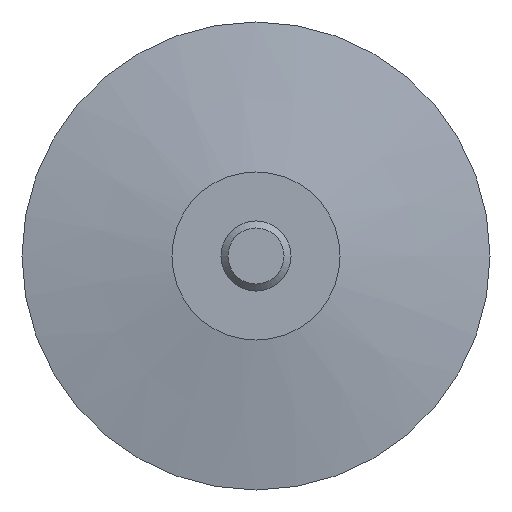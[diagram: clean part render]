
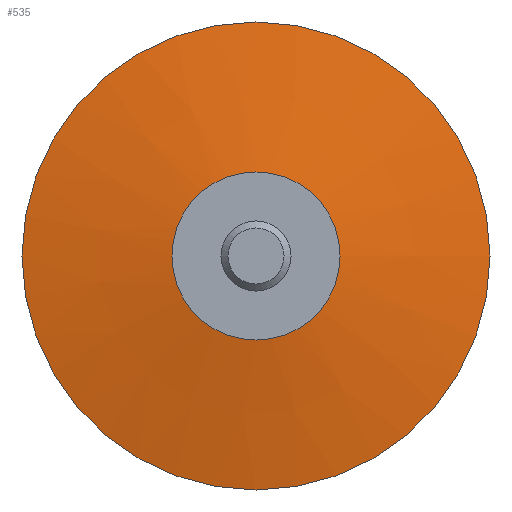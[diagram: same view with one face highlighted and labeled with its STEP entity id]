
A CAD part, left-side view. The second image highlights one B-rep face of the part: STEP entity #535.
In plain terms, the highlighted conical face has half-angle 79.931 degrees and reference radius 11.35 mm.
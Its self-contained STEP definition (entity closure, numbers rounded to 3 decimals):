
#32=CONICAL_SURFACE('',#635,11.35,1.395);
#58=FACE_OUTER_BOUND('',#90,.T.);
#90=EDGE_LOOP('',(#431,#432,#433,#434));
#129=LINE('',#979,#155);
#155=VECTOR('',#816,11.35);
#203=CIRCLE('',#634,6.);
#204=CIRCLE('',#636,16.7);
#253=VERTEX_POINT('',#973);
#254=VERTEX_POINT('',#977);
#325=EDGE_CURVE('',#253,#253,#203,.T.);
#327=EDGE_CURVE('',#254,#254,#204,.T.);
#328=EDGE_CURVE('',#254,#253,#129,.T.);
#431=ORIENTED_EDGE('',*,*,#327,.F.);
#432=ORIENTED_EDGE('',*,*,#328,.T.);
#433=ORIENTED_EDGE('',*,*,#325,.T.);
#434=ORIENTED_EDGE('',*,*,#328,.F.);
#535=ADVANCED_FACE('',(#58),#32,.T.);
#634=AXIS2_PLACEMENT_3D('',#974,#809,#810);
#635=AXIS2_PLACEMENT_3D('',#976,#812,#813);
#636=AXIS2_PLACEMENT_3D('',#978,#814,#815);
#809=DIRECTION('center_axis',(1.,0.,0.));
#810=DIRECTION('ref_axis',(0.,0.,-1.));
#812=DIRECTION('center_axis',(1.,0.,0.));
#813=DIRECTION('ref_axis',(0.,1.,0.));
#814=DIRECTION('center_axis',(1.,0.,0.));
#815=DIRECTION('ref_axis',(0.,0.,-1.));
#816=DIRECTION('',(-0.175,0.985,0.));
#973=CARTESIAN_POINT('',(-14.4,-6.,0.));
#974=CARTESIAN_POINT('Origin',(-14.4,0.,0.));
#976=CARTESIAN_POINT('Origin',(-13.45,0.,0.));
#977=CARTESIAN_POINT('',(-12.5,-16.7,0.));
#978=CARTESIAN_POINT('Origin',(-12.5,0.,0.));
#979=CARTESIAN_POINT('',(-13.45,-11.35,0.));
